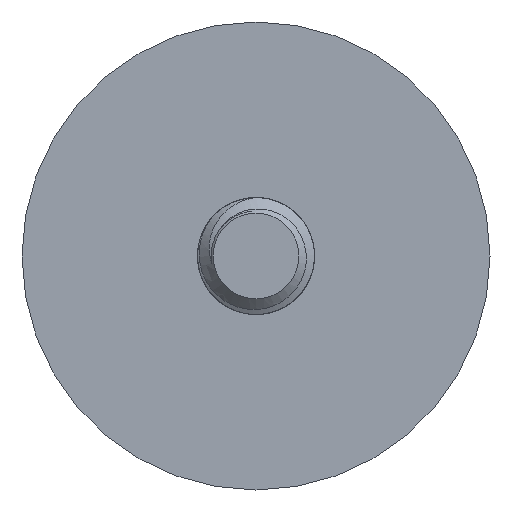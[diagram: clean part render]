
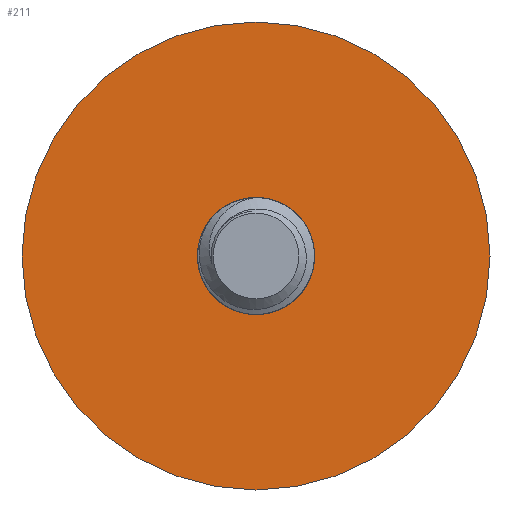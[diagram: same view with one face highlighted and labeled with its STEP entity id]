
A CAD part, front view. The second image highlights one B-rep face of the part: STEP entity #211.
In plain terms, the highlighted planar face has unit normal (0, -1, 0).
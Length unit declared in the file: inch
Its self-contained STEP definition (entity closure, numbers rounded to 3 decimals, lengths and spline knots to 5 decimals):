
#24=PLANE('',#255);
#35=FACE_BOUND('',#77,.T.);
#47=B_SPLINE_CURVE_WITH_KNOTS('',3,(#3013,#3014,#3015,#3016,#3017,#3018,
#3019,#3020,#3021,#3022,#3023,#3024,#3025,#3026,#3027,#3028,#3029,#3030,
#3031,#3032),.UNSPECIFIED.,.F.,.F.,(4,2,2,2,2,2,2,2,2,4),(0.,0.07207,
0.12924,0.14943,0.17933,0.19445,
0.20809,0.23126,0.24305,0.25958),
 .UNSPECIFIED.);
#48=B_SPLINE_CURVE_WITH_KNOTS('',3,(#3035,#3036,#3037,#3038,#3039,#3040,
#3041,#3042,#3043,#3044,#3045,#3046,#3047,#3048,#3049,#3050,#3051,#3052,
#3053,#3054),.UNSPECIFIED.,.F.,.F.,(4,2,2,2,2,2,2,2,2,4),(0.,
0.04529,0.07761,0.14111,0.1785,
0.21996,0.30194,0.35736,0.515,
0.66912),.UNSPECIFIED.);
#58=FACE_OUTER_BOUND('',#76,.T.);
#76=EDGE_LOOP('',(#177));
#77=EDGE_LOOP('',(#178,#179,#180,#181));
#87=CIRCLE('',#242,0.15625);
#89=CIRCLE('',#245,0.625);
#95=CIRCLE('',#256,0.12017);
#101=VERTEX_POINT('',#377);
#102=VERTEX_POINT('',#718);
#104=VERTEX_POINT('',#1063);
#114=VERTEX_POINT('',#3012);
#115=VERTEX_POINT('',#3033);
#122=EDGE_CURVE('',#102,#101,#87,.T.);
#125=EDGE_CURVE('',#104,#104,#89,.T.);
#139=EDGE_CURVE('',#114,#101,#47,.T.);
#140=EDGE_CURVE('',#115,#114,#95,.T.);
#141=EDGE_CURVE('',#102,#115,#48,.T.);
#177=ORIENTED_EDGE('',*,*,#125,.T.);
#178=ORIENTED_EDGE('',*,*,#122,.T.);
#179=ORIENTED_EDGE('',*,*,#139,.F.);
#180=ORIENTED_EDGE('',*,*,#140,.F.);
#181=ORIENTED_EDGE('',*,*,#141,.F.);
#211=ADVANCED_FACE('',(#58,#35),#24,.T.);
#242=AXIS2_PLACEMENT_3D('',#719,#272,#273);
#245=AXIS2_PLACEMENT_3D('',#1064,#278,#279);
#255=AXIS2_PLACEMENT_3D('',#3011,#298,#299);
#256=AXIS2_PLACEMENT_3D('',#3034,#300,#301);
#272=DIRECTION('center_axis',(0.,1.,0.));
#273=DIRECTION('ref_axis',(0.,0.,1.));
#278=DIRECTION('center_axis',(0.,-1.,0.));
#279=DIRECTION('ref_axis',(1.,0.,0.));
#298=DIRECTION('center_axis',(0.,-1.,0.));
#299=DIRECTION('ref_axis',(1.,0.,0.));
#300=DIRECTION('center_axis',(0.,-1.,0.));
#301=DIRECTION('ref_axis',(-0.707,0.,0.707));
#377=CARTESIAN_POINT('',(0.,-0.375,-0.15625));
#718=CARTESIAN_POINT('',(0.11049,-0.375,-0.11049));
#719=CARTESIAN_POINT('Origin',(0.,-0.375,0.));
#1063=CARTESIAN_POINT('',(0.625,-0.375,0.));
#1064=CARTESIAN_POINT('Origin',(0.,-0.375,0.));
#3011=CARTESIAN_POINT('Origin',(-0.625,-0.375,0.));
#3012=CARTESIAN_POINT('',(-0.08497,-0.375,0.08497));
#3013=CARTESIAN_POINT('Ctrl Pts',(-0.08497,-0.375,0.08497));
#3014=CARTESIAN_POINT('Ctrl Pts',(-0.09241,-0.375,0.07913));
#3015=CARTESIAN_POINT('Ctrl Pts',(-0.10329,-0.375,0.06931));
#3016=CARTESIAN_POINT('Ctrl Pts',(-0.12079,-0.375,0.04206));
#3017=CARTESIAN_POINT('Ctrl Pts',(-0.12641,-0.375,0.02877));
#3018=CARTESIAN_POINT('Ctrl Pts',(-0.13081,-0.375,0.00989));
#3019=CARTESIAN_POINT('Ctrl Pts',(-0.13262,-0.375,0.00085));
#3020=CARTESIAN_POINT('Ctrl Pts',(-0.13346,-0.375,-0.02877));
#3021=CARTESIAN_POINT('Ctrl Pts',(-0.13055,-0.375,-0.04637));
#3022=CARTESIAN_POINT('Ctrl Pts',(-0.12126,-0.375,-0.07133));
#3023=CARTESIAN_POINT('Ctrl Pts',(-0.11732,-0.375,-0.07938));
#3024=CARTESIAN_POINT('Ctrl Pts',(-0.10841,-0.375,-0.09387));
#3025=CARTESIAN_POINT('Ctrl Pts',(-0.103,-0.375,-0.10131));
#3026=CARTESIAN_POINT('Ctrl Pts',(-0.08375,-0.375,-0.12208));
#3027=CARTESIAN_POINT('Ctrl Pts',(-0.0694,-0.375,-0.13288));
#3028=CARTESIAN_POINT('Ctrl Pts',(-0.04538,-0.375,-0.14498));
#3029=CARTESIAN_POINT('Ctrl Pts',(-0.03692,-0.375,
-0.14831));
#3030=CARTESIAN_POINT('Ctrl Pts',(-0.01601,-0.375,
-0.15443));
#3031=CARTESIAN_POINT('Ctrl Pts',(-0.00592,-0.375,-0.1557));
#3032=CARTESIAN_POINT('Ctrl Pts',(0.,-0.375,-0.15625));
#3033=CARTESIAN_POINT('',(0.,-0.375,0.12017));
#3034=CARTESIAN_POINT('Origin',(0.,-0.375,
0.));
#3035=CARTESIAN_POINT('Ctrl Pts',(0.11049,-0.375,-0.11049));
#3036=CARTESIAN_POINT('Ctrl Pts',(0.11428,-0.375,-0.10591));
#3037=CARTESIAN_POINT('Ctrl Pts',(0.12052,-0.375,
-0.09789));
#3038=CARTESIAN_POINT('Ctrl Pts',(0.13097,-0.375,
-0.0788));
#3039=CARTESIAN_POINT('Ctrl Pts',(0.13459,-0.375,-0.07047));
#3040=CARTESIAN_POINT('Ctrl Pts',(0.14302,-0.375,-0.04495));
#3041=CARTESIAN_POINT('Ctrl Pts',(0.14554,-0.375,-0.02718));
#3042=CARTESIAN_POINT('Ctrl Pts',(0.14448,-0.375,0.0011));
#3043=CARTESIAN_POINT('Ctrl Pts',(0.14305,-0.375,0.01019));
#3044=CARTESIAN_POINT('Ctrl Pts',(0.13912,-0.375,0.02674));
#3045=CARTESIAN_POINT('Ctrl Pts',(0.13621,-0.375,0.03521));
#3046=CARTESIAN_POINT('Ctrl Pts',(0.12516,-0.375,0.05944));
#3047=CARTESIAN_POINT('Ctrl Pts',(0.11478,-0.375,0.07395));
#3048=CARTESIAN_POINT('Ctrl Pts',(0.09325,-0.375,0.09432));
#3049=CARTESIAN_POINT('Ctrl Pts',(0.08557,-0.375,0.09945));
#3050=CARTESIAN_POINT('Ctrl Pts',(0.06911,-0.375,0.1097));
#3051=CARTESIAN_POINT('Ctrl Pts',(0.05573,-0.375,0.11514));
#3052=CARTESIAN_POINT('Ctrl Pts',(0.02802,-0.375,0.12118));
#3053=CARTESIAN_POINT('Ctrl Pts',(0.01392,-0.375,0.12185));
#3054=CARTESIAN_POINT('Ctrl Pts',(0.,-0.375,0.12017));
